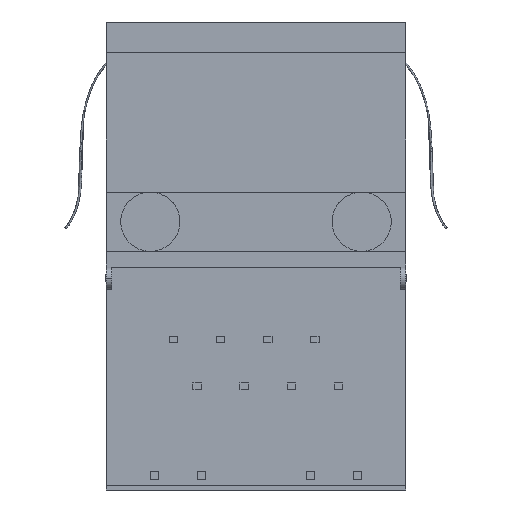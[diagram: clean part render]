
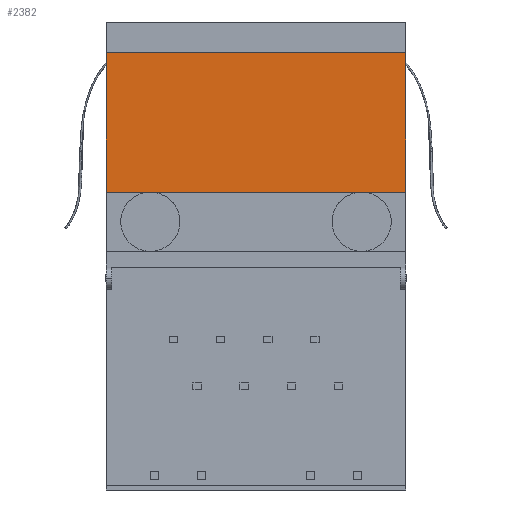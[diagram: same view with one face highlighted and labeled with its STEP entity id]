
A CAD part, front view. The second image highlights one B-rep face of the part: STEP entity #2382.
In plain terms, the highlighted planar face has unit normal (0, -1, 0).
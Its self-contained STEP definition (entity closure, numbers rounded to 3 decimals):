
#1179 = ORIENTED_EDGE ( 'NONE', *, *, #2438, .F. ) ;
#1180 = ORIENTED_EDGE ( 'NONE', *, *, #2437, .T. ) ;
#1257 = EDGE_LOOP ( 'NONE', ( #1180, #17979, #1179, #17975 ) ) ;
#1641 = VERTEX_POINT ( 'NONE', #7553 ) ;
#1648 = VERTEX_POINT ( 'NONE', #7560 ) ;
#1688 = VERTEX_POINT ( 'NONE', #7600 ) ;
#1695 = VERTEX_POINT ( 'NONE', #7607 ) ;
#2207 = EDGE_CURVE ( 'NONE', #1641, #1648, #12549, .T. ) ;
#2382 = ADVANCED_FACE ( 'NONE', ( #13394 ), #4400, .F. ) ;
#2437 = EDGE_CURVE ( 'NONE', #1695, #1641, #4594, .T. ) ;
#2438 = EDGE_CURVE ( 'NONE', #1688, #1648, #4597, .T. ) ;
#4400 = PLANE ( 'NONE',  #13397 ) ;
#4401 = CARTESIAN_POINT ( 'NONE',  ( -15.643, -6.661, 3.45 ) ) ;
#4402 = DIRECTION ( 'NONE',  ( 0., 1., 0. ) ) ;
#4403 = DIRECTION ( 'NONE',  ( 0., 0., 1. ) ) ;
#4594 = LINE ( 'NONE', #4595, #13488 ) ;
#4595 = CARTESIAN_POINT ( 'NONE',  ( -15.643, -6.661, 3.45 ) ) ;
#4596 = DIRECTION ( 'NONE',  ( 1., 0., 0. ) ) ;
#4597 = LINE ( 'NONE', #4598, #13489 ) ;
#4598 = CARTESIAN_POINT ( 'NONE',  ( -15.643, -6.661, 10.993 ) ) ;
#4599 = DIRECTION ( 'NONE',  ( 1., 0., 0. ) ) ;
#6971 = EDGE_CURVE ( 'NONE', #1695, #1688, #15445, .T. ) ;
#7553 = CARTESIAN_POINT ( 'NONE',  ( 8.1, -6.661, 3.45 ) ) ;
#7560 = CARTESIAN_POINT ( 'NONE',  ( 8.1, -6.661, 10.993 ) ) ;
#7600 = CARTESIAN_POINT ( 'NONE',  ( -8.1, -6.661, 10.993 ) ) ;
#7607 = CARTESIAN_POINT ( 'NONE',  ( -8.1, -6.661, 3.45 ) ) ;
#9395 = VECTOR ( 'NONE', #15447, 1000. ) ;
#10634 = VECTOR ( 'NONE', #12551, 1000. ) ;
#12549 = LINE ( 'NONE', #12550, #10634 ) ;
#12550 = CARTESIAN_POINT ( 'NONE',  ( 8.1, -6.661, 3.45 ) ) ;
#12551 = DIRECTION ( 'NONE',  ( 0., 0., 1. ) ) ;
#13394 = FACE_OUTER_BOUND ( 'NONE', #1257, .T. ) ;
#13397 = AXIS2_PLACEMENT_3D ( 'NONE', #4401, #4402, #4403 ) ;
#13488 = VECTOR ( 'NONE', #4596, 1000. ) ;
#13489 = VECTOR ( 'NONE', #4599, 1000. ) ;
#15445 = LINE ( 'NONE', #15446, #9395 ) ;
#15446 = CARTESIAN_POINT ( 'NONE',  ( -8.1, -6.661, 3.45 ) ) ;
#15447 = DIRECTION ( 'NONE',  ( 0., 0., 1. ) ) ;
#17975 = ORIENTED_EDGE ( 'NONE', *, *, #6971, .F. ) ;
#17979 = ORIENTED_EDGE ( 'NONE', *, *, #2207, .T. ) ;
